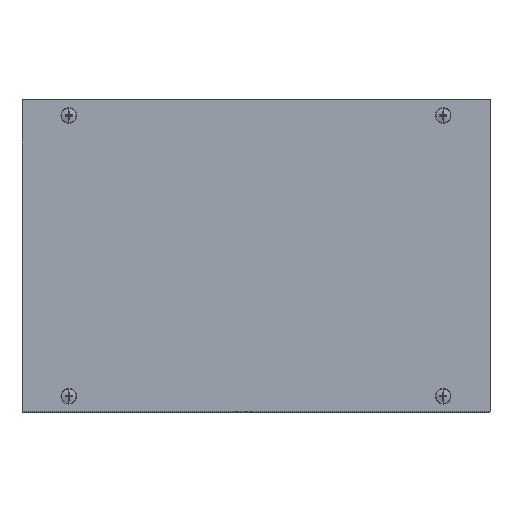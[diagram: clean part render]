
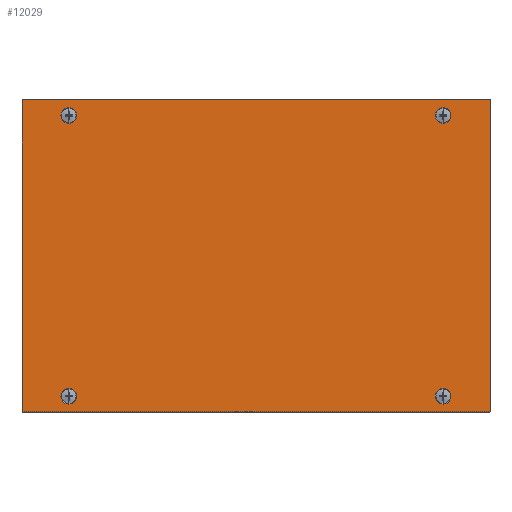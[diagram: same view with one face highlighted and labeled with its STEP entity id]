
A CAD part, top view. The second image highlights one B-rep face of the part: STEP entity #12029.
In plain terms, the highlighted planar face has unit normal (0, 0, 1).
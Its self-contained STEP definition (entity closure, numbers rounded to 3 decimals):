
#30 = CARTESIAN_POINT ( 'NONE',  ( 0., 0., 0. ) ) ;
#83 = EDGE_LOOP ( 'NONE', ( #11018, #6783, #1423, #10119 ) ) ;
#159 = VERTEX_POINT ( 'NONE', #12049 ) ;
#164 = EDGE_LOOP ( 'NONE', ( #2926, #2111 ) ) ;
#186 = DIRECTION ( 'NONE',  ( 0., 0., 1. ) ) ;
#384 = CARTESIAN_POINT ( 'NONE',  ( 30., 190., 0. ) ) ;
#832 = DIRECTION ( 'NONE',  ( 0., 0., -1. ) ) ;
#853 = EDGE_CURVE ( 'NONE', #1352, #2432, #9585, .T. ) ;
#998 = CIRCLE ( 'NONE', #6887, 5. ) ;
#1036 = CIRCLE ( 'NONE', #11187, 5. ) ;
#1352 = VERTEX_POINT ( 'NONE', #10863 ) ;
#1377 = DIRECTION ( 'NONE',  ( 1., 0., 0. ) ) ;
#1423 = ORIENTED_EDGE ( 'NONE', *, *, #8084, .T. ) ;
#1452 = EDGE_CURVE ( 'NONE', #4588, #12523, #6113, .T. ) ;
#1515 = CARTESIAN_POINT ( 'NONE',  ( 270., 10., 0. ) ) ;
#1565 = VERTEX_POINT ( 'NONE', #12483 ) ;
#1734 = FACE_BOUND ( 'NONE', #5957, .T. ) ;
#1887 = CARTESIAN_POINT ( 'NONE',  ( 0., 200., 0. ) ) ;
#2011 = VECTOR ( 'NONE', #10451, 1000. ) ;
#2063 = ORIENTED_EDGE ( 'NONE', *, *, #4740, .F. ) ;
#2111 = ORIENTED_EDGE ( 'NONE', *, *, #11363, .F. ) ;
#2133 = EDGE_CURVE ( 'NONE', #9399, #1565, #7782, .T. ) ;
#2250 = CARTESIAN_POINT ( 'NONE',  ( 35., 190., 0. ) ) ;
#2422 = DIRECTION ( 'NONE',  ( 1., 0., 0. ) ) ;
#2432 = VERTEX_POINT ( 'NONE', #10080 ) ;
#2451 = ORIENTED_EDGE ( 'NONE', *, *, #7741, .F. ) ;
#2708 = CARTESIAN_POINT ( 'NONE',  ( 30., 10., 0. ) ) ;
#2884 = AXIS2_PLACEMENT_3D ( 'NONE', #1515, #3366, #3304 ) ;
#2916 = VERTEX_POINT ( 'NONE', #10346 ) ;
#2926 = ORIENTED_EDGE ( 'NONE', *, *, #2133, .F. ) ;
#2942 = VERTEX_POINT ( 'NONE', #6628 ) ;
#3304 = DIRECTION ( 'NONE',  ( 1., 0., 0. ) ) ;
#3366 = DIRECTION ( 'NONE',  ( 0., 0., 1. ) ) ;
#3521 = AXIS2_PLACEMENT_3D ( 'NONE', #5236, #7264, #2422 ) ;
#3531 = ORIENTED_EDGE ( 'NONE', *, *, #5776, .F. ) ;
#3751 = LINE ( 'NONE', #12531, #8780 ) ;
#3800 = DIRECTION ( 'NONE',  ( 1., 0., 0. ) ) ;
#3827 = DIRECTION ( 'NONE',  ( 1., 0., 0. ) ) ;
#3933 = ORIENTED_EDGE ( 'NONE', *, *, #1452, .F. ) ;
#4046 = EDGE_CURVE ( 'NONE', #2916, #159, #3751, .T. ) ;
#4328 = VERTEX_POINT ( 'NONE', #7368 ) ;
#4588 = VERTEX_POINT ( 'NONE', #8105 ) ;
#4709 = DIRECTION ( 'NONE',  ( -1., 0., 0. ) ) ;
#4740 = EDGE_CURVE ( 'NONE', #12523, #4588, #11602, .T. ) ;
#4805 = LINE ( 'NONE', #11634, #2011 ) ;
#4981 = CARTESIAN_POINT ( 'NONE',  ( 30., 190., 0. ) ) ;
#5221 = EDGE_CURVE ( 'NONE', #4328, #6523, #11832, .T. ) ;
#5236 = CARTESIAN_POINT ( 'NONE',  ( 270., 190., 0. ) ) ;
#5474 = DIRECTION ( 'NONE',  ( 0., 0., 1. ) ) ;
#5525 = DIRECTION ( 'NONE',  ( 0., 0., 1. ) ) ;
#5580 = DIRECTION ( 'NONE',  ( 1., 0., 0. ) ) ;
#5776 = EDGE_CURVE ( 'NONE', #6523, #4328, #1036, .T. ) ;
#5957 = EDGE_LOOP ( 'NONE', ( #11267, #2451 ) ) ;
#5975 = AXIS2_PLACEMENT_3D ( 'NONE', #10500, #5525, #10317 ) ;
#6113 = CIRCLE ( 'NONE', #12219, 5. ) ;
#6119 = AXIS2_PLACEMENT_3D ( 'NONE', #4981, #8797, #3827 ) ;
#6523 = VERTEX_POINT ( 'NONE', #9378 ) ;
#6601 = LINE ( 'NONE', #1887, #10944 ) ;
#6628 = CARTESIAN_POINT ( 'NONE',  ( 300., 200., 0. ) ) ;
#6783 = ORIENTED_EDGE ( 'NONE', *, *, #10578, .T. ) ;
#6817 = CIRCLE ( 'NONE', #8027, 5. ) ;
#6844 = VECTOR ( 'NONE', #10681, 1000. ) ;
#6887 = AXIS2_PLACEMENT_3D ( 'NONE', #2708, #12279, #5580 ) ;
#6911 = DIRECTION ( 'NONE',  ( 1., 0., 0. ) ) ;
#7264 = DIRECTION ( 'NONE',  ( 0., 0., 1. ) ) ;
#7368 = CARTESIAN_POINT ( 'NONE',  ( 265., 10., 0. ) ) ;
#7741 = EDGE_CURVE ( 'NONE', #2432, #1352, #998, .T. ) ;
#7782 = CIRCLE ( 'NONE', #3521, 5. ) ;
#7903 = LINE ( 'NONE', #30, #6844 ) ;
#8027 = AXIS2_PLACEMENT_3D ( 'NONE', #10311, #11350, #1377 ) ;
#8079 = ORIENTED_EDGE ( 'NONE', *, *, #5221, .F. ) ;
#8084 = EDGE_CURVE ( 'NONE', #8375, #2916, #7903, .T. ) ;
#8105 = CARTESIAN_POINT ( 'NONE',  ( 25., 190., 0. ) ) ;
#8139 = DIRECTION ( 'NONE',  ( 1., 0., 0. ) ) ;
#8310 = CARTESIAN_POINT ( 'NONE',  ( 275., 190., 0. ) ) ;
#8375 = VERTEX_POINT ( 'NONE', #10723 ) ;
#8456 = FACE_BOUND ( 'NONE', #9647, .T. ) ;
#8780 = VECTOR ( 'NONE', #3800, 1000. ) ;
#8797 = DIRECTION ( 'NONE',  ( 0., 0., 1. ) ) ;
#9329 = FACE_BOUND ( 'NONE', #11971, .T. ) ;
#9378 = CARTESIAN_POINT ( 'NONE',  ( 275., 10., 0. ) ) ;
#9399 = VERTEX_POINT ( 'NONE', #8310 ) ;
#9440 = FACE_OUTER_BOUND ( 'NONE', #83, .T. ) ;
#9503 = CARTESIAN_POINT ( 'NONE',  ( 0., 0., 0. ) ) ;
#9585 = CIRCLE ( 'NONE', #5975, 5. ) ;
#9647 = EDGE_LOOP ( 'NONE', ( #3531, #8079 ) ) ;
#10080 = CARTESIAN_POINT ( 'NONE',  ( 25., 10., 0. ) ) ;
#10119 = ORIENTED_EDGE ( 'NONE', *, *, #4046, .T. ) ;
#10274 = EDGE_CURVE ( 'NONE', #159, #2942, #4805, .T. ) ;
#10311 = CARTESIAN_POINT ( 'NONE',  ( 270., 190., 0. ) ) ;
#10317 = DIRECTION ( 'NONE',  ( 1., 0., 0. ) ) ;
#10346 = CARTESIAN_POINT ( 'NONE',  ( 0., 0., 0. ) ) ;
#10451 = DIRECTION ( 'NONE',  ( 0., 1., 0. ) ) ;
#10500 = CARTESIAN_POINT ( 'NONE',  ( 30., 10., 0. ) ) ;
#10578 = EDGE_CURVE ( 'NONE', #2942, #8375, #6601, .T. ) ;
#10681 = DIRECTION ( 'NONE',  ( 0., -1., 0. ) ) ;
#10723 = CARTESIAN_POINT ( 'NONE',  ( 0., 200., 0. ) ) ;
#10863 = CARTESIAN_POINT ( 'NONE',  ( 35., 10., 0. ) ) ;
#10944 = VECTOR ( 'NONE', #12330, 1000. ) ;
#11018 = ORIENTED_EDGE ( 'NONE', *, *, #10274, .T. ) ;
#11187 = AXIS2_PLACEMENT_3D ( 'NONE', #11687, #186, #6911 ) ;
#11267 = ORIENTED_EDGE ( 'NONE', *, *, #853, .F. ) ;
#11286 = AXIS2_PLACEMENT_3D ( 'NONE', #9503, #832, #4709 ) ;
#11350 = DIRECTION ( 'NONE',  ( 0., 0., 1. ) ) ;
#11363 = EDGE_CURVE ( 'NONE', #1565, #9399, #6817, .T. ) ;
#11602 = CIRCLE ( 'NONE', #6119, 5. ) ;
#11634 = CARTESIAN_POINT ( 'NONE',  ( 300., 0., 0. ) ) ;
#11687 = CARTESIAN_POINT ( 'NONE',  ( 270., 10., 0. ) ) ;
#11832 = CIRCLE ( 'NONE', #2884, 5. ) ;
#11971 = EDGE_LOOP ( 'NONE', ( #2063, #3933 ) ) ;
#12029 = ADVANCED_FACE ( 'NONE', ( #8456, #12360, #9329, #1734, #9440 ), #12425, .F. ) ;
#12049 = CARTESIAN_POINT ( 'NONE',  ( 300., 0., 0. ) ) ;
#12219 = AXIS2_PLACEMENT_3D ( 'NONE', #384, #5474, #8139 ) ;
#12279 = DIRECTION ( 'NONE',  ( 0., 0., 1. ) ) ;
#12330 = DIRECTION ( 'NONE',  ( -1., 0., 0. ) ) ;
#12360 = FACE_BOUND ( 'NONE', #164, .T. ) ;
#12425 = PLANE ( 'NONE',  #11286 ) ;
#12483 = CARTESIAN_POINT ( 'NONE',  ( 265., 190., 0. ) ) ;
#12523 = VERTEX_POINT ( 'NONE', #2250 ) ;
#12531 = CARTESIAN_POINT ( 'NONE',  ( 0., 0., 0. ) ) ;
